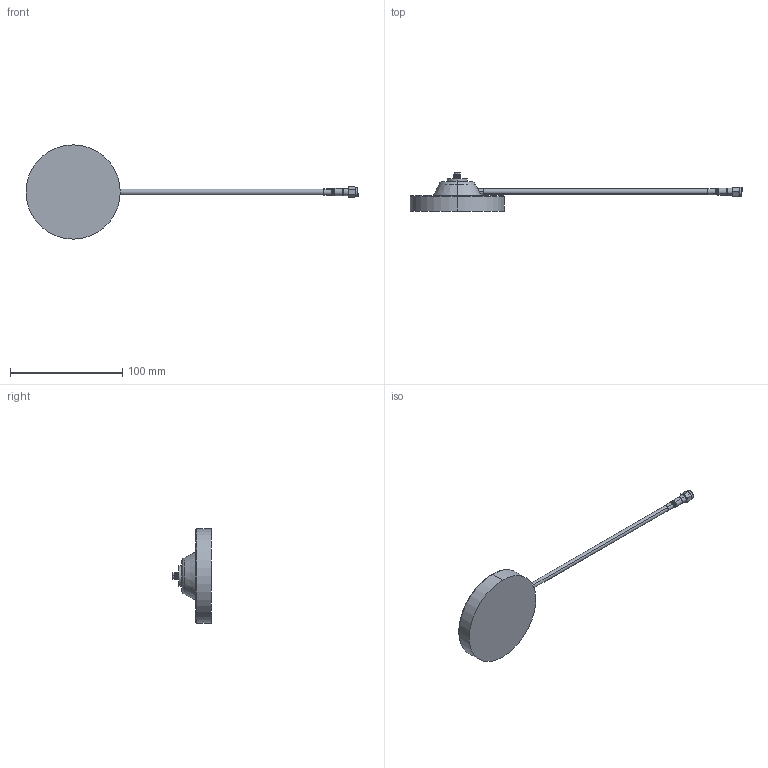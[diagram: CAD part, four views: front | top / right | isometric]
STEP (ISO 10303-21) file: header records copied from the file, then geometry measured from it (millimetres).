
FILE_DESCRIPTION (( 'STEP AP214' ), '1' );
FILE_NAME ('CAB.X06_web.STEP', '2020-09-10T10:55:46', ( '' ), ( '' ), 'SwSTEP 2.0', 'SolidWorks 2018', '' );
FILE_SCHEMA (( 'AUTOMOTIVE_DESIGN' ));
Length unit declared in the file: millimetre
Products named in the file (6): SMA(M)ST_CFD200; 200414H000002A; CAB.X06_web; Heat Shrink Tube_Black_CFD200; 211513E000002A__SMA(F) Magnet Mount; CFD200 Coaxial Cable
Assembly tree (5 placements, depth 2):
  CAB.X06_web
    211513E000002A__SMA(F) Magnet Mount
    CFD200 Coaxial Cable
    SMA(M)ST_CFD200
    Heat Shrink Tube_Black_CFD200
    200414H000002A
Bounding box: 295.9 x 34.2 x 84 mm (x, y, z)
Volume: 94810.3 mm3; surface area: 20743.6 mm2
Topology: 5 solids, 5 shells, 115 faces, 242 edges, 148 vertices
Faces by surface type: cylinder 40, plane 34, bspline 19, cone 16, torus 6
Entity records: 5687 total; most frequent: CARTESIAN_POINT 2451, DIRECTION 504, ORIENTED_EDGE 484, EDGE_CURVE 242, AXIS2_PLACEMENT_3D 217, VERTEX_POINT 148, EDGE_LOOP 130, ADVANCED_FACE 115
